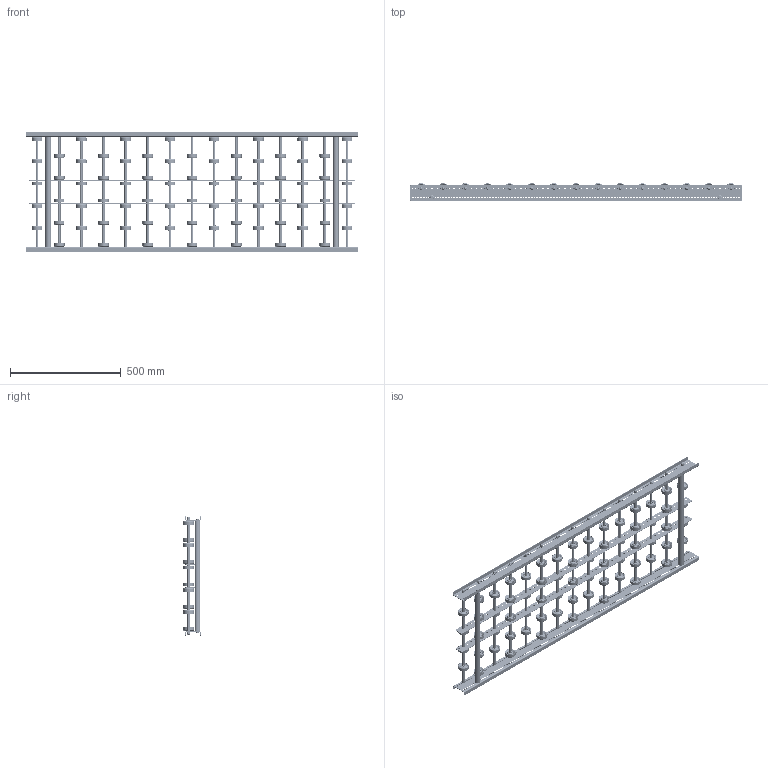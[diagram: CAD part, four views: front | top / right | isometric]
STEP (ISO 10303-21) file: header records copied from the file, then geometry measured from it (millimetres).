
FILE_DESCRIPTION (( 'STEP AP214' ), '1' );
FILE_NAME ('0052500.step', '2021-10-26T13:23:25', ( '' ), ( '' ), 'SwSTEP 2.0', 'SolidWorks 2020', '' );
FILE_SCHEMA (( 'AUTOMOTIVE_DESIGN' ));
Length unit declared in the file: millimetre
Products named in the file (10): Traversen_KFG_L500; S106837_Gewindestange-M8-KFG_L520; 0052500; 0046278_KB-ROHR-12X1,75mm_KFG_L75; K0011528_2200-48-8; S100994_Sperrzahnschraube_M08x16-8.8-A2K; S100100_Längstraverse-42x2,5_S100102_L„ngstraverse-RB-L1500; Hutmutter_DIN_1587_M8; Röllchenachse-für-Konfiguration_EL500 Stahl; Profil_LRB-20x70x20x2_KFG_S100201_U-PROFIL-20-70-20-2-LRB-L=1500
Assembly tree (66 placements, depth 3):
  0052500
    Profil_LRB-20x70x20x2_KFG_S100201_U-PROFIL-20-70-20-2-LRB-L=1500  x2
    S100994_Sperrzahnschraube_M08x16-8.8-A2K  x4
    Traversen_KFG_L500  x2
    Röllchenachse-für-Konfiguration_EL500 Stahl  x15
      S106837_Gewindestange-M8-KFG_L520
      0046278_KB-ROHR-12X1,75mm_KFG_L75
      K0011528_2200-48-8
    S100100_Längstraverse-42x2,5_S100102_L„ngstraverse-RB-L1500  x2
    Hutmutter_DIN_1587_M8  x30
Bounding box: 1500 x 79 x 540 mm (x, y, z)
Volume: 3255648.2 mm3; surface area: 2554328.4 mm2
Topology: 284 solids, 284 shells, 8898 faces, 19242 edges, 11768 vertices
Faces by surface type: cylinder 3652, torus 1966, plane 1752, cone 1498, bspline 30
Entity records: 30263 total; most frequent: DIRECTION 5373, CARTESIAN_POINT 5021, ORIENTED_EDGE 4496, AXIS2_PLACEMENT_3D 2318, EDGE_CURVE 2248, VERTEX_POINT 1470, EDGE_LOOP 1440, CIRCLE 1431
